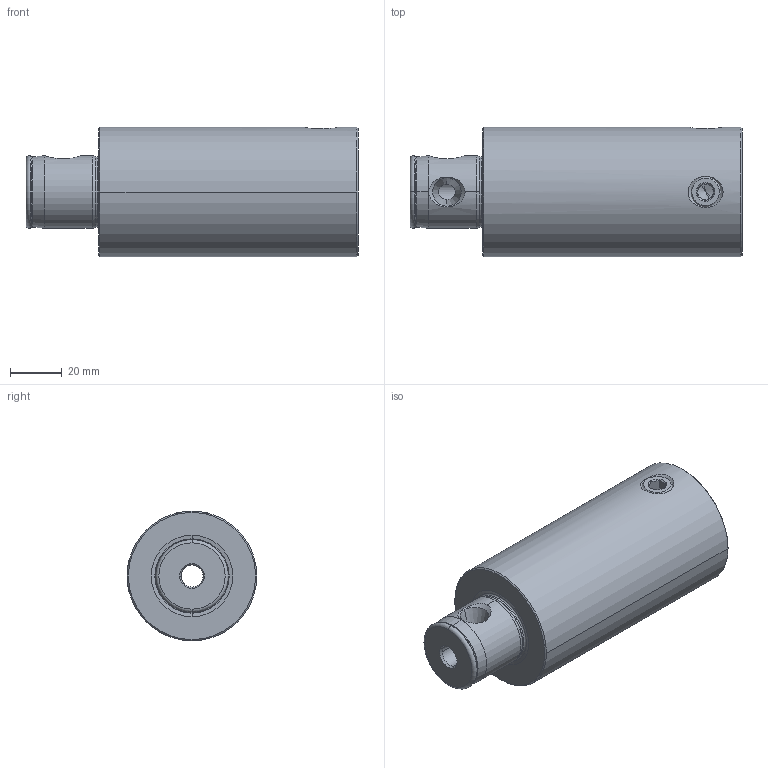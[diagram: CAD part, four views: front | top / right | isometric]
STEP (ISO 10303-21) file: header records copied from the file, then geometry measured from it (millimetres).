
FILE_DESCRIPTION (( 'STEP AP203' ), '1' );
FILE_NAME ('A64.050.050.100.STEP', '2018-03-13T10:01:10', ( 'SWIAdmin' ), ( 'Hewlett-Packard Company' ), 'SwSTEP 2.0', 'SolidWorks 2017', '' );
FILE_SCHEMA (( 'CONFIG_CONTROL_DESIGN' ));
Length unit declared in the file: millimetre
Products named in the file (3): A64.050.050.100; WH5-ER1.001.017; WH5-WH5.001.100_B
Assembly tree (3 placements, depth 2):
  A64.050.050.100
    WH5-WH5.001.100_B
    WH5-ER1.001.017  x2
Bounding box: 128 x 50 x 50 mm (x, y, z)
Volume: 189071 mm3; surface area: 29373.3 mm2
Topology: 3 solids, 3 shells, 120 faces, 276 edges, 158 vertices
Faces by surface type: cone 44, plane 32, cylinder 24, torus 20
Entity records: 3577 total; most frequent: CARTESIAN_POINT 1139, DIRECTION 478, ORIENTED_EDGE 424, EDGE_CURVE 212, AXIS2_PLACEMENT_3D 200, VERTEX_POINT 123, CIRCLE 102, EDGE_LOOP 101
